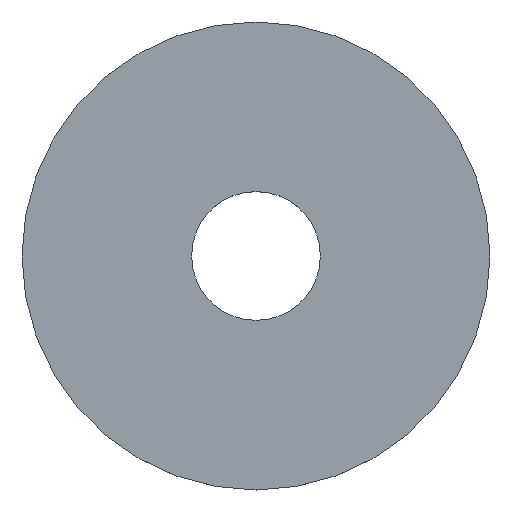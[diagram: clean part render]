
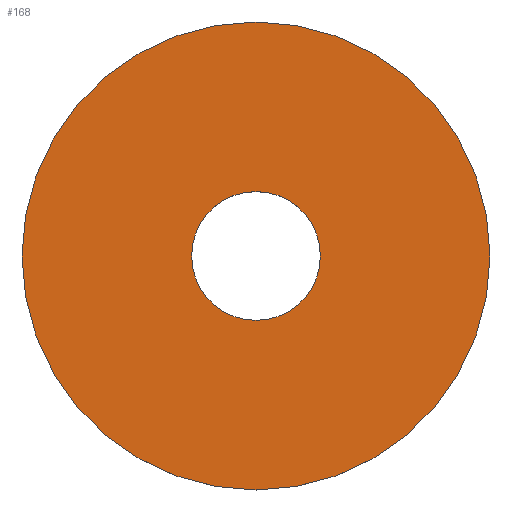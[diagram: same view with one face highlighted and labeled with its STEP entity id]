
A CAD part, top view. The second image highlights one B-rep face of the part: STEP entity #168.
In plain terms, the highlighted planar face has unit normal (0, 0, 1).
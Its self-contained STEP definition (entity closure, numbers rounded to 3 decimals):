
#5 = CARTESIAN_POINT ( 'NONE',  ( 0., 11., 1.6 ) ) ;
#7 = VERTEX_POINT ( 'NONE', #117 ) ;
#15 = EDGE_LOOP ( 'NONE', ( #61 ) ) ;
#18 = CARTESIAN_POINT ( 'NONE',  ( 0., 0., 1.6 ) ) ;
#19 = DIRECTION ( 'NONE',  ( 0., -1., 0. ) ) ;
#21 = DIRECTION ( 'NONE',  ( 0., 1., 0. ) ) ;
#42 = AXIS2_PLACEMENT_3D ( 'NONE', #5, #159, #19 ) ;
#53 = CIRCLE ( 'NONE', #140, 40. ) ;
#61 = ORIENTED_EDGE ( 'NONE', *, *, #141, .F. ) ;
#70 = EDGE_CURVE ( 'NONE', #71, #71, #74, .T. ) ;
#71 = VERTEX_POINT ( 'NONE', #158 ) ;
#72 = DIRECTION ( 'NONE',  ( 0., 0., -1. ) ) ;
#74 = CIRCLE ( 'NONE', #108, 11. ) ;
#83 = FACE_BOUND ( 'NONE', #156, .T. ) ;
#91 = PLANE ( 'NONE',  #42 ) ;
#100 = CARTESIAN_POINT ( 'NONE',  ( 0., 0., 1.6 ) ) ;
#108 = AXIS2_PLACEMENT_3D ( 'NONE', #18, #157, #166 ) ;
#117 = CARTESIAN_POINT ( 'NONE',  ( 0., 40., 1.6 ) ) ;
#121 = FACE_OUTER_BOUND ( 'NONE', #15, .T. ) ;
#127 = ORIENTED_EDGE ( 'NONE', *, *, #70, .T. ) ;
#140 = AXIS2_PLACEMENT_3D ( 'NONE', #100, #72, #21 ) ;
#141 = EDGE_CURVE ( 'NONE', #7, #7, #53, .T. ) ;
#156 = EDGE_LOOP ( 'NONE', ( #127 ) ) ;
#157 = DIRECTION ( 'NONE',  ( 0., 0., -1. ) ) ;
#158 = CARTESIAN_POINT ( 'NONE',  ( 0., 11., 1.6 ) ) ;
#159 = DIRECTION ( 'NONE',  ( 0., 0., 1. ) ) ;
#166 = DIRECTION ( 'NONE',  ( 0., 1., 0. ) ) ;
#168 = ADVANCED_FACE ( 'NONE', ( #83, #121 ), #91, .T. ) ;
